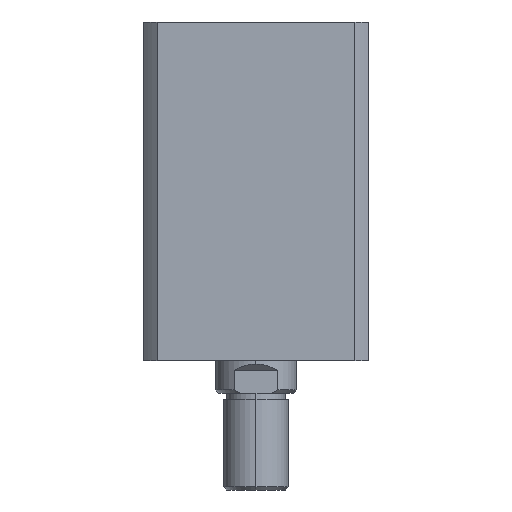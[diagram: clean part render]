
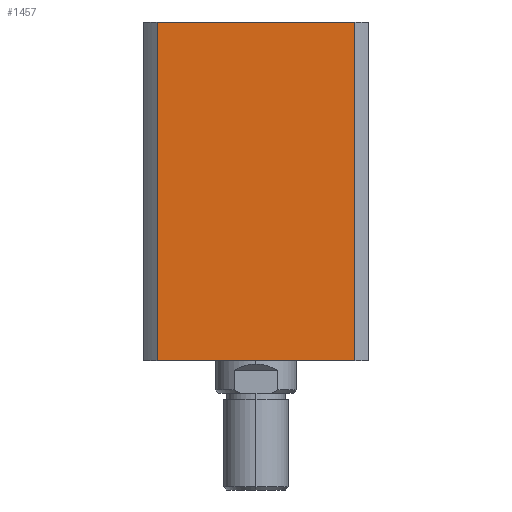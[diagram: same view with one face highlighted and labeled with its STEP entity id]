
A CAD part, left-side view. The second image highlights one B-rep face of the part: STEP entity #1457.
In plain terms, the highlighted planar face has unit normal (-1, 0, 0).
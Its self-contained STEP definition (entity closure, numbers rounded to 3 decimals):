
#52 = EDGE_LOOP ( 'NONE', ( #3644, #3645, #3646, #3647 ) ) ;
#248 = CARTESIAN_POINT ( 'NONE',  ( -35., 0., 105. ) ) ;
#253 = PLANE ( 'NONE',  #3428 ) ;
#256 = DIRECTION ( 'NONE',  ( 1., 0., 0. ) ) ;
#257 = DIRECTION ( 'NONE',  ( 0., 0., -1. ) ) ;
#551 = DIRECTION ( 'NONE',  ( 0., -1., 0. ) ) ;
#555 = DIRECTION ( 'NONE',  ( 0., 0., -1. ) ) ;
#556 = CARTESIAN_POINT ( 'NONE',  ( -35., 0., 105. ) ) ;
#560 = CARTESIAN_POINT ( 'NONE',  ( -35., -30.615, 105. ) ) ;
#561 = DIRECTION ( 'NONE',  ( 0., 0., -1. ) ) ;
#562 = CARTESIAN_POINT ( 'NONE',  ( -35., 0., 0. ) ) ;
#563 = CARTESIAN_POINT ( 'NONE',  ( -35., 30.615, 105. ) ) ;
#564 = DIRECTION ( 'NONE',  ( 0., -1., 0. ) ) ;
#783 = CARTESIAN_POINT ( 'NONE',  ( -35., 30.615, 105. ) ) ;
#811 = CARTESIAN_POINT ( 'NONE',  ( -35., 30.615, 0. ) ) ;
#828 = CARTESIAN_POINT ( 'NONE',  ( -35., -30.615, 0. ) ) ;
#881 = CARTESIAN_POINT ( 'NONE',  ( -35., -30.615, 105. ) ) ;
#1053 = VERTEX_POINT ( 'NONE', #881 ) ;
#1118 = VERTEX_POINT ( 'NONE', #828 ) ;
#1126 = VERTEX_POINT ( 'NONE', #811 ) ;
#1150 = VERTEX_POINT ( 'NONE', #783 ) ;
#1457 = ADVANCED_FACE ( 'NONE', ( #2065 ), #253, .F. ) ;
#2065 = FACE_OUTER_BOUND ( 'NONE', #52, .T. ) ;
#2232 = LINE ( 'NONE', #556, #2239 ) ;
#2238 = LINE ( 'NONE', #560, #2241 ) ;
#2239 = VECTOR ( 'NONE', #551, 1000. ) ;
#2240 = LINE ( 'NONE', #562, #2243 ) ;
#2241 = VECTOR ( 'NONE', #561, 1000. ) ;
#2243 = VECTOR ( 'NONE', #564, 1000. ) ;
#2244 = LINE ( 'NONE', #563, #2246 ) ;
#2246 = VECTOR ( 'NONE', #555, 1000. ) ;
#3180 = EDGE_CURVE ( 'NONE', #1150, #1053, #2232, .T. ) ;
#3181 = EDGE_CURVE ( 'NONE', #1053, #1118, #2238, .T. ) ;
#3182 = EDGE_CURVE ( 'NONE', #1126, #1118, #2240, .T. ) ;
#3184 = EDGE_CURVE ( 'NONE', #1150, #1126, #2244, .T. ) ;
#3428 = AXIS2_PLACEMENT_3D ( 'NONE', #248, #256, #257 ) ;
#3644 = ORIENTED_EDGE ( 'NONE', *, *, #3182, .T. ) ;
#3645 = ORIENTED_EDGE ( 'NONE', *, *, #3181, .F. ) ;
#3646 = ORIENTED_EDGE ( 'NONE', *, *, #3180, .F. ) ;
#3647 = ORIENTED_EDGE ( 'NONE', *, *, #3184, .T. ) ;
